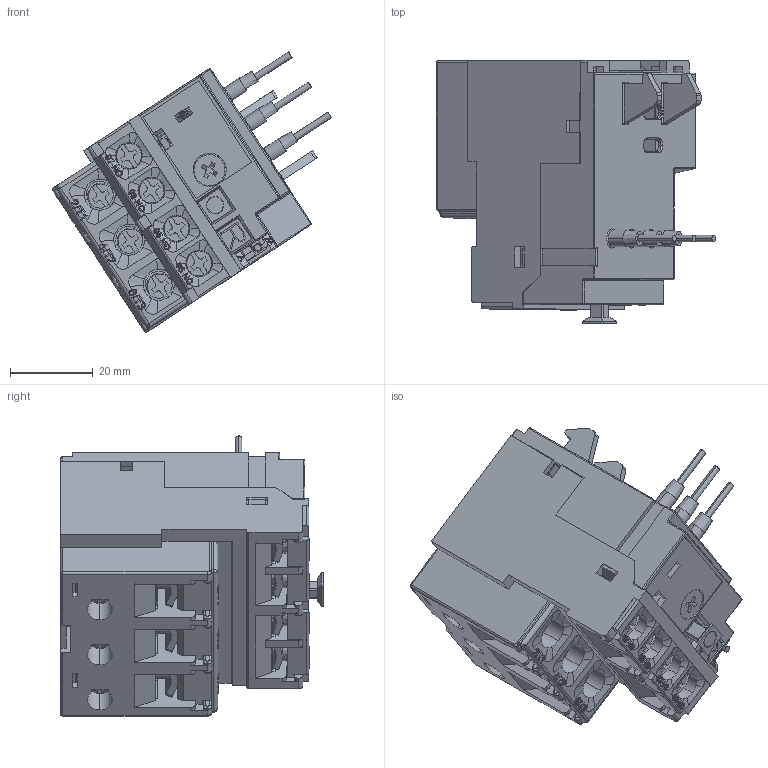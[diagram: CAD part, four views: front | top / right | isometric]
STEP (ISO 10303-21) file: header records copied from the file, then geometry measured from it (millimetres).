
FILE_DESCRIPTION((''),'2;1');
FILE_NAME('HCR6-09ASSEMBLY_ASM','2022-07-20T17:23:24',('Lenovo'),(''),'CREO PARAMETRIC BY PTC INC, 2018100','CREO PARAMETRIC BY PTC INC, 2018100','');
FILE_SCHEMA(('AUTOMOTIVE_DESIGN { 1 0 10303 214 1 1 1 1 }'));
Products named in the file (34): RHN-5_LEAD_WIRE_1_6__A_O; TERMINAL_COVER__A_O; HCR6-09_COVER__A_O; 940017_LEAD_WIRE_STOP_PLATE__A_; 940042_SCREW_SET_M3_5X8_2; SP_SCREW_M3_7_1; 940041_SCREW_SET_M4X10_2; 840431_STOP_ROD__A_O; 31A023; 841339_DIAL__A_O; 840430_RESET_ROD__A_O; 840924_BB_TERMINAL__A_O; 31A021; 840923_AB_TERMINAL__A_O; 742027_CONTACT_TIP__A_O; 840919_A_MOVING_CONTACT_SET__A__ASM; 31A022; 841340_DIAL_STOPPER__A_O; 841337_TRIP_STATIONARY_OLATE__A; 644455_CONTACT_TIP__A_O; 840440_BA_TERMINAL_SET__A_O_ASM; 841334_COMPENSATION_STATIONARY_; 840426_PUSH_ROD_B_PLATE__A_O; 33A132__A_O; 840433_DIAL_LOCATING_PLATE__A_O; 840425_TRIP_MOVING_PLATE__A_O; 840434_M-A_SELECTOR__A_O; MECHANISM_FRAME_SET1__A_O_ASM; 840415_HEATER_PROP_2; 810035_TH_FRAME_2; MC_RHN-10_ASSEMBLY_ASM; PRODUCT_126891; ASM0001_ASM; HCR6-09ASSEMBLY_ASM
Assembly tree (42 placements, depth 6):
  HCR6-09ASSEMBLY_ASM
    ASM0001_ASM
      RHN-5_LEAD_WIRE_1_6__A_O  x3
      TERMINAL_COVER__A_O
      HCR6-09_COVER__A_O
      940017_LEAD_WIRE_STOP_PLATE__A_
      MC_RHN-10_ASSEMBLY_ASM
        940042_SCREW_SET_M3_5X8_2  x4
        SP_SCREW_M3_7_1  x3
        940041_SCREW_SET_M4X10_2  x3
        MECHANISM_FRAME_SET1__A_O_ASM
          840431_STOP_ROD__A_O
          31A023
          841339_DIAL__A_O
          840430_RESET_ROD__A_O
          840924_BB_TERMINAL__A_O
          31A021
          840923_AB_TERMINAL__A_O
          840919_A_MOVING_CONTACT_SET__A__ASM
            742027_CONTACT_TIP__A_O
          31A022
          841340_DIAL_STOPPER__A_O
          841337_TRIP_STATIONARY_OLATE__A
          840440_BA_TERMINAL_SET__A_O_ASM
            644455_CONTACT_TIP__A_O
          841334_COMPENSATION_STATIONARY_
          840426_PUSH_ROD_B_PLATE__A_O
          33A132__A_O
          840433_DIAL_LOCATING_PLATE__A_O
          840425_TRIP_MOVING_PLATE__A_O
          840434_M-A_SELECTOR__A_O
        840415_HEATER_PROP_2
        810035_TH_FRAME_2
      PRODUCT_126891
Bounding box: 67.39 x 63.5 x 67.68 mm (x, y, z)
Volume: 43922.7 mm3; surface area: 61526.4 mm2
Topology: 37 solids, 37 shells, 3583 faces, 10051 edges, 6537 vertices
Faces by surface type: plane 2325, cylinder 750, extrusion 192, bspline 132, cone 113, torus 55, sphere 15, revolution 1
Entity records: 214484 total; most frequent: CARTESIAN_POINT 99139, ORIENTED_EDGE 18210, DIRECTION 16316, EDGE_CURVE 9105, PRESENTATION_STYLE_ASSIGNMENT 7273, STYLED_ITEM 7273, VECTOR 6726, LINE 6534
